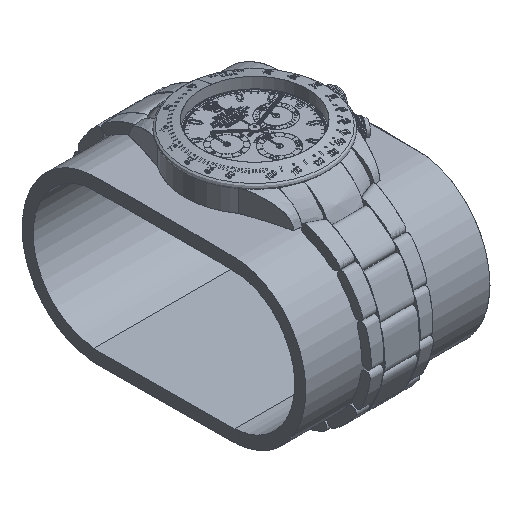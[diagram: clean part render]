
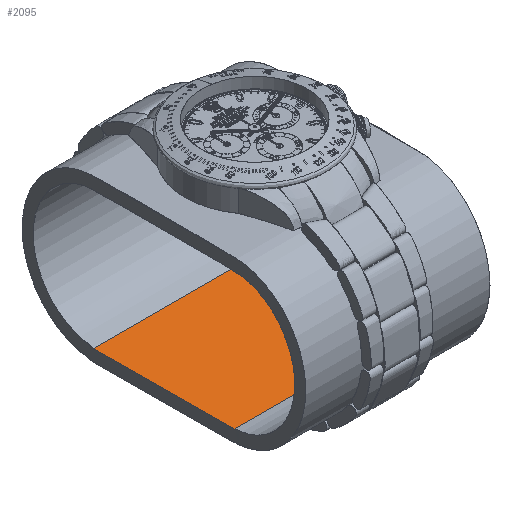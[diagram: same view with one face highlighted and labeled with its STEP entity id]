
A CAD part, isometric view. The second image highlights one B-rep face of the part: STEP entity #2095.
In plain terms, the highlighted free-form (B-spline) face has degree [1, 1] with [2, 2] control points.
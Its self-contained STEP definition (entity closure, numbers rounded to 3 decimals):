
#2095 = ADVANCED_FACE('',(#2096),#2126,.T.);
#2096 = FACE_BOUND('',#2097,.T.);
#2097 = EDGE_LOOP('',(#2098,#2107,#2114,#2121));
#2098 = ORIENTED_EDGE('',*,*,#2099,.F.);
#2099 = EDGE_CURVE('',#2100,#2102,#2104,.T.);
#2100 = VERTEX_POINT('',#2101);
#2101 = CARTESIAN_POINT('',(37.072,-25.687,
    -68.849));
#2102 = VERTEX_POINT('',#2103);
#2103 = CARTESIAN_POINT('',(-33.239,-25.687,
    -68.849));
#2104 = B_SPLINE_CURVE_WITH_KNOTS('',1,(#2105,#2106),.UNSPECIFIED.,.F.,
  .F.,(2,2),(0.,2.106),.PIECEWISE_BEZIER_KNOTS.);
#2105 = CARTESIAN_POINT('',(37.072,-25.687,
    -68.849));
#2106 = CARTESIAN_POINT('',(-33.239,-25.687,
    -68.849));
#2107 = ORIENTED_EDGE('',*,*,#2108,.T.);
#2108 = EDGE_CURVE('',#2100,#2109,#2111,.T.);
#2109 = VERTEX_POINT('',#2110);
#2110 = CARTESIAN_POINT('',(37.051,28.202,
    -69.177));
#2111 = B_SPLINE_CURVE_WITH_KNOTS('',1,(#2112,#2113),.UNSPECIFIED.,.F.,
  .F.,(2,2),(-0.001,1.613),
  .PIECEWISE_BEZIER_KNOTS.);
#2112 = CARTESIAN_POINT('',(37.072,-25.687,
    -68.849));
#2113 = CARTESIAN_POINT('',(37.051,28.202,
    -69.177));
#2114 = ORIENTED_EDGE('',*,*,#2115,.T.);
#2115 = EDGE_CURVE('',#2109,#2116,#2118,.T.);
#2116 = VERTEX_POINT('',#2117);
#2117 = CARTESIAN_POINT('',(-33.26,28.202,
    -69.177));
#2118 = B_SPLINE_CURVE_WITH_KNOTS('',1,(#2119,#2120),.UNSPECIFIED.,.F.,
  .F.,(2,2),(0.,2.106),.PIECEWISE_BEZIER_KNOTS.);
#2119 = CARTESIAN_POINT('',(37.051,28.202,
    -69.177));
#2120 = CARTESIAN_POINT('',(-33.26,28.202,
    -69.177));
#2121 = ORIENTED_EDGE('',*,*,#2122,.F.);
#2122 = EDGE_CURVE('',#2102,#2116,#2123,.T.);
#2123 = B_SPLINE_CURVE_WITH_KNOTS('',1,(#2124,#2125),.UNSPECIFIED.,.F.,
  .F.,(2,2),(-0.001,1.613),
  .PIECEWISE_BEZIER_KNOTS.);
#2124 = CARTESIAN_POINT('',(-33.239,-25.687,
    -68.849));
#2125 = CARTESIAN_POINT('',(-33.26,28.202,
    -69.177));
#2126 = B_SPLINE_SURFACE_WITH_KNOTS('',1,1,(
    (#2127,#2128)
    ,(#2129,#2130
    )),.UNSPECIFIED.,.F.,.F.,.F.,(2,2),(2,2),(-0.001,
    1.613),(0.,2.106),.PIECEWISE_BEZIER_KNOTS.);
#2127 = CARTESIAN_POINT('',(37.072,-25.687,
    -68.849));
#2128 = CARTESIAN_POINT('',(-33.239,-25.687,
    -68.849));
#2129 = CARTESIAN_POINT('',(37.051,28.202,
    -69.177));
#2130 = CARTESIAN_POINT('',(-33.26,28.202,
    -69.177));
